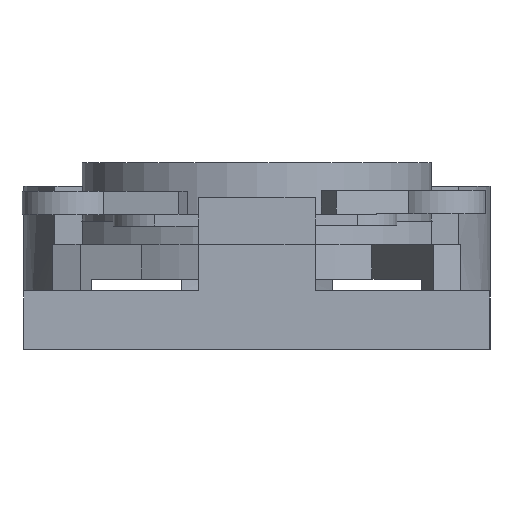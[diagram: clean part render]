
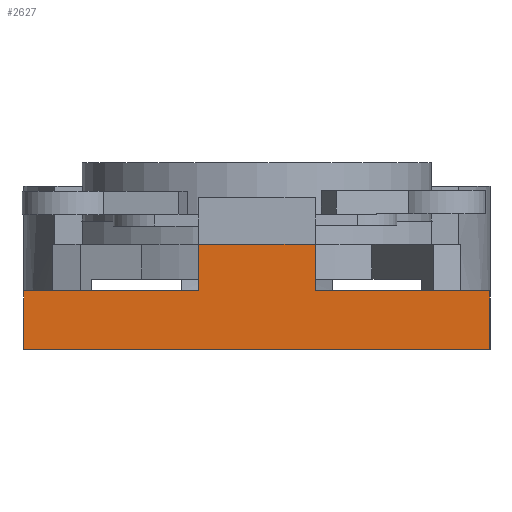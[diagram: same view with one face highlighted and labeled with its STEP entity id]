
A CAD part, left-side view. The second image highlights one B-rep face of the part: STEP entity #2627.
In plain terms, the highlighted planar face has unit normal (-1, 0, 0).
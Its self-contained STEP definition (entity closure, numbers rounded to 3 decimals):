
#617=VECTOR('',#3066,1.);
#628=VECTOR('',#3079,1.);
#701=VECTOR('',#3228,1.);
#721=VECTOR('',#3262,1.);
#724=VECTOR('',#3266,1.);
#727=VECTOR('',#3271,1.);
#729=VECTOR('',#3274,1.);
#809=LINE('',#3733,#617);
#820=LINE('',#3755,#628);
#893=LINE('',#3943,#701);
#913=LINE('',#3985,#721);
#916=LINE('',#3992,#724);
#919=LINE('',#3998,#727);
#921=LINE('',#4002,#729);
#993=PLANE('',#2802);
#1091=VERTEX_POINT('',#3732);
#1092=VERTEX_POINT('',#3734);
#1100=VERTEX_POINT('',#3754);
#1101=VERTEX_POINT('',#3756);
#1171=VERTEX_POINT('',#3942);
#1180=VERTEX_POINT('',#3986);
#1182=VERTEX_POINT('',#3991);
#1184=VERTEX_POINT('',#3999);
#1429=EDGE_CURVE('',#1092,#1091,#809,.T.);
#1440=EDGE_CURVE('',#1100,#1101,#820,.T.);
#1546=EDGE_CURVE('',#1100,#1171,#893,.T.);
#1568=EDGE_CURVE('',#1091,#1101,#913,.T.);
#1569=EDGE_CURVE('',#1180,#1092,#893,.T.);
#1573=EDGE_CURVE('',#1182,#1171,#916,.T.);
#1576=EDGE_CURVE('',#1184,#1180,#919,.T.);
#1578=EDGE_CURVE('',#1184,#1182,#921,.T.);
#2167=ORIENTED_EDGE('',*,*,#1569,.T.);
#2168=ORIENTED_EDGE('',*,*,#1429,.T.);
#2169=ORIENTED_EDGE('',*,*,#1568,.T.);
#2170=ORIENTED_EDGE('',*,*,#1440,.F.);
#2171=ORIENTED_EDGE('',*,*,#1546,.T.);
#2172=ORIENTED_EDGE('',*,*,#1573,.F.);
#2173=ORIENTED_EDGE('',*,*,#1578,.F.);
#2174=ORIENTED_EDGE('',*,*,#1576,.T.);
#2372=EDGE_LOOP('',(#2167,#2168,#2169,#2170,#2171,#2172,#2173,#2174));
#2508=FACE_BOUND('',#2372,.T.);
#2627=ADVANCED_FACE('',(#2508),#993,.T.);
#2802=AXIS2_PLACEMENT_3D('',#4001,#3273,$);
#3066=DIRECTION('',(0.,0.,1.));
#3079=DIRECTION('',(0.,0.,1.));
#3228=DIRECTION('',(0.,1.,0.));
#3262=DIRECTION('',(0.,1.,0.));
#3266=DIRECTION('',(0.,0.,1.));
#3271=DIRECTION('',(0.,0.,1.));
#3273=DIRECTION('',(-1.,0.,0.));
#3274=DIRECTION('',(0.,1.,0.));
#3732=CARTESIAN_POINT('',(0.,7.5,4.5));
#3733=CARTESIAN_POINT('',(0.,7.5,2.5));
#3734=CARTESIAN_POINT('',(0.,7.5,2.5));
#3754=CARTESIAN_POINT('',(0.,12.5,2.5));
#3755=CARTESIAN_POINT('',(0.,12.5,2.5));
#3756=CARTESIAN_POINT('',(0.,12.5,4.5));
#3942=CARTESIAN_POINT('',(0.,20.,2.5));
#3943=CARTESIAN_POINT('',(0.,0.,2.5));
#3985=CARTESIAN_POINT('',(0.,12.5,4.5));
#3986=CARTESIAN_POINT('',(0.,0.,2.5));
#3991=CARTESIAN_POINT('',(0.,20.,0.));
#3992=CARTESIAN_POINT('',(0.,20.,0.));
#3998=CARTESIAN_POINT('',(0.,0.,0.));
#3999=CARTESIAN_POINT('',(0.,0.,0.));
#4001=CARTESIAN_POINT('',(0.,10.,0.));
#4002=CARTESIAN_POINT('',(0.,0.,0.));
